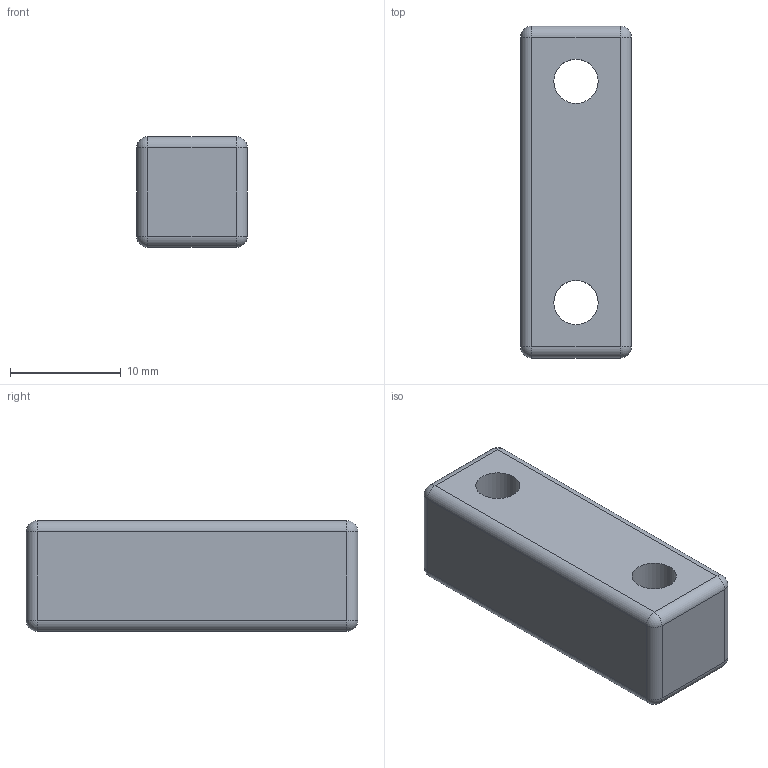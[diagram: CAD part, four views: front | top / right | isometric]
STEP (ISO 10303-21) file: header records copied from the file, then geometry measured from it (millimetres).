
FILE_DESCRIPTION(('STEP AP242'), '1');
FILE_NAME('itemCrossbarTriacPowerRegulator', '', ('UNSPECIFIED'), ('UNSPECIFIED'), 'C3D Converter', 'C3D Toolkit', '');
FILE_SCHEMA(('AP242_MANAGED_MODEL_BASED_3D_ENGINEERING_MIM_LF { 1 0 10303 442 1 1 4 }'));
Length unit declared in the file: millimetre
Bounding box: 10 x 30 x 10 mm (x, y, z)
Volume: 2707.1 mm3; surface area: 1514.1 mm2
Topology: 1 solids, 1 shells, 28 faces, 62 edges, 28 vertices
Faces by surface type: cylinder 14, sphere 8, plane 6
Full cylindrical faces by diameter (mm): 4 x2
Entity records: 727 total; most frequent: DIRECTION 138, CARTESIAN_POINT 109, ORIENTED_EDGE 104, AXIS2_PLACEMENT_3D 57, EDGE_CURVE 52, EDGE_LOOP 34, FACE_BOUND 30, ADVANCED_FACE 28
